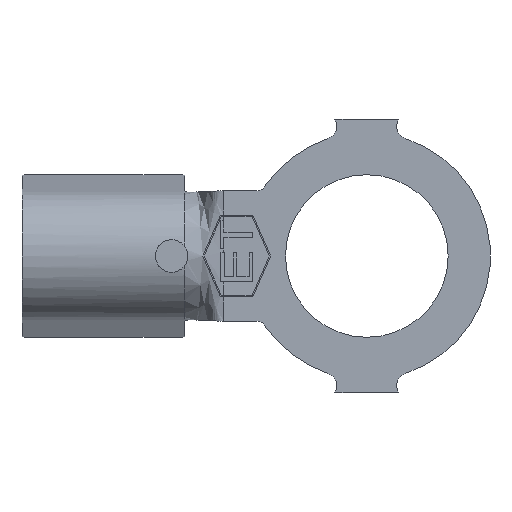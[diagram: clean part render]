
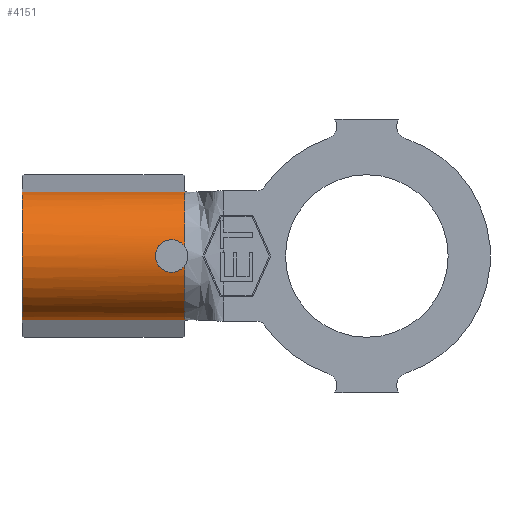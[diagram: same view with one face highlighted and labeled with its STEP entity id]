
A CAD part, front view. The second image highlights one B-rep face of the part: STEP entity #4151.
In plain terms, the highlighted cylindrical face has radius 1.27 mm (diameter 2.54 mm), a partial arc.
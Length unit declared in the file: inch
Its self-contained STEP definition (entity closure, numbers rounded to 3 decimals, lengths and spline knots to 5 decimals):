
#76 = AXIS2_PLACEMENT_3D ( 'NONE', #1800, #4092, #2142 ) ;
#100 = VERTEX_POINT ( 'NONE', #1535 ) ;
#103 = ORIENTED_EDGE ( 'NONE', *, *, #2090, .F. ) ;
#168 = CARTESIAN_POINT ( 'NONE',  ( -0.14, 0.00057, -0.0075 ) ) ;
#184 = CYLINDRICAL_SURFACE ( 'NONE', #2484, 0.05 ) ;
#275 = EDGE_CURVE ( 'NONE', #1957, #4071, #799, .T. ) ;
#491 = VECTOR ( 'NONE', #3882, 39.37008 ) ;
#542 = CIRCLE ( 'NONE', #2696, 0.05 ) ;
#643 = CARTESIAN_POINT ( 'NONE',  ( -0.14, 0.04042, -0.04907 ) ) ;
#752 = EDGE_CURVE ( 'NONE', #3178, #3355, #4150, .T. ) ;
#781 = CARTESIAN_POINT ( 'NONE',  ( -0.15653, 0.0012, 0.01115 ) ) ;
#795 = CARTESIAN_POINT ( 'NONE',  ( -0.15, 0.00159, 0.0125 ) ) ;
#799 = B_SPLINE_CURVE_WITH_KNOTS ( 'NONE', 3,
 ( #3775, #4097, #1504, #795 ),
 .UNSPECIFIED., .F., .F.,
 ( 4, 4 ),
 ( 0., 0.00029 ),
 .UNSPECIFIED. ) ;
#850 = CARTESIAN_POINT ( 'NONE',  ( -0.15, 0.00159, -0.0125 ) ) ;
#912 = ORIENTED_EDGE ( 'NONE', *, *, #275, .F. ) ;
#1000 = DIRECTION ( 'NONE',  ( 1., 0., 0. ) ) ;
#1007 = CARTESIAN_POINT ( 'NONE',  ( -0.265, 0.05, 0. ) ) ;
#1014 = EDGE_CURVE ( 'NONE', #1552, #3355, #3561, .T. ) ;
#1022 = ORIENTED_EDGE ( 'NONE', *, *, #3149, .F. ) ;
#1113 = CARTESIAN_POINT ( 'NONE',  ( -0.1625, 0., 0.00327 ) ) ;
#1141 = CIRCLE ( 'NONE', #76, 0.05 ) ;
#1174 = DIRECTION ( 'NONE',  ( 0., 0., -1. ) ) ;
#1273 = CARTESIAN_POINT ( 'NONE',  ( -0.265, 0.04042, -0.04907 ) ) ;
#1280 = CARTESIAN_POINT ( 'NONE',  ( -0.265, 0.04042, 0.04907 ) ) ;
#1342 = DIRECTION ( 'NONE',  ( 0., 0., -1. ) ) ;
#1391 = EDGE_LOOP ( 'NONE', ( #912, #1022, #2844, #3739, #2736, #2549, #1801, #103 ) ) ;
#1456 = CARTESIAN_POINT ( 'NONE',  ( -0.16115, 0.00037, -0.00653 ) ) ;
#1504 = CARTESIAN_POINT ( 'NONE',  ( -0.14612, 0.00159, 0.0125 ) ) ;
#1510 = CARTESIAN_POINT ( 'NONE',  ( -0.265, 0.05, 0. ) ) ;
#1535 = CARTESIAN_POINT ( 'NONE',  ( -0.265, 0.04042, 0.04907 ) ) ;
#1552 = VERTEX_POINT ( 'NONE', #1273 ) ;
#1602 = CARTESIAN_POINT ( 'NONE',  ( -0.265, 0.04042, -0.04907 ) ) ;
#1662 = LINE ( 'NONE', #1280, #4167 ) ;
#1686 = EDGE_CURVE ( 'NONE', #100, #1552, #542, .T. ) ;
#1778 = CARTESIAN_POINT ( 'NONE',  ( -0.15329, 0.00159, -0.0125 ) ) ;
#1800 = CARTESIAN_POINT ( 'NONE',  ( -0.14, 0.05, 0. ) ) ;
#1801 = ORIENTED_EDGE ( 'NONE', *, *, #4176, .F. ) ;
#1843 = CARTESIAN_POINT ( 'NONE',  ( -0.14233, 0.00104, -0.01061 ) ) ;
#1957 = VERTEX_POINT ( 'NONE', #4139 ) ;
#2090 = EDGE_CURVE ( 'NONE', #4071, #2656, #3879, .T. ) ;
#2093 = CARTESIAN_POINT ( 'NONE',  ( -0.15, 0.00159, 0.0125 ) ) ;
#2116 = CARTESIAN_POINT ( 'NONE',  ( -0.15, 0.00159, 0.0125 ) ) ;
#2142 = DIRECTION ( 'NONE',  ( 0., 0., -1. ) ) ;
#2415 = CARTESIAN_POINT ( 'NONE',  ( -0.15, 0.00159, -0.0125 ) ) ;
#2484 = AXIS2_PLACEMENT_3D ( 'NONE', #1510, #3788, #1174 ) ;
#2549 = ORIENTED_EDGE ( 'NONE', *, *, #752, .F. ) ;
#2656 = VERTEX_POINT ( 'NONE', #2415 ) ;
#2696 = AXIS2_PLACEMENT_3D ( 'NONE', #1007, #3313, #1342 ) ;
#2736 = ORIENTED_EDGE ( 'NONE', *, *, #1014, .T. ) ;
#2844 = ORIENTED_EDGE ( 'NONE', *, *, #3012, .F. ) ;
#2980 = CARTESIAN_POINT ( 'NONE',  ( -0.14, 0.05, 0. ) ) ;
#3012 = EDGE_CURVE ( 'NONE', #100, #3446, #1662, .T. ) ;
#3099 = CARTESIAN_POINT ( 'NONE',  ( -0.16115, 0.00037, 0.00652 ) ) ;
#3149 = EDGE_CURVE ( 'NONE', #3446, #1957, #1141, .T. ) ;
#3178 = VERTEX_POINT ( 'NONE', #168 ) ;
#3249 = DIRECTION ( 'NONE',  ( 1., 0., 0. ) ) ;
#3304 = DIRECTION ( 'NONE',  ( 0., 0., -1. ) ) ;
#3313 = DIRECTION ( 'NONE',  ( 1., 0., 0. ) ) ;
#3355 = VERTEX_POINT ( 'NONE', #643 ) ;
#3411 = CARTESIAN_POINT ( 'NONE',  ( -0.1625, 0., -0.00327 ) ) ;
#3446 = VERTEX_POINT ( 'NONE', #3632 ) ;
#3472 = CARTESIAN_POINT ( 'NONE',  ( -0.14611, 0.00159, -0.0125 ) ) ;
#3561 = LINE ( 'NONE', #1602, #491 ) ;
#3632 = CARTESIAN_POINT ( 'NONE',  ( -0.14, 0.04042, 0.04907 ) ) ;
#3671 = FACE_OUTER_BOUND ( 'NONE', #1391, .T. ) ;
#3724 = CARTESIAN_POINT ( 'NONE',  ( -0.15328, 0.00159, 0.0125 ) ) ;
#3732 = AXIS2_PLACEMENT_3D ( 'NONE', #2980, #1000, #3304 ) ;
#3738 = CARTESIAN_POINT ( 'NONE',  ( -0.15653, 0.0012, -0.01115 ) ) ;
#3739 = ORIENTED_EDGE ( 'NONE', *, *, #1686, .T. ) ;
#3754 = B_SPLINE_CURVE_WITH_KNOTS ( 'NONE', 3,
 ( #850, #3472, #1843, #4138 ),
 .UNSPECIFIED., .F., .F.,
 ( 4, 4 ),
 ( 0.00129, 0.00159 ),
 .UNSPECIFIED. ) ;
#3775 = CARTESIAN_POINT ( 'NONE',  ( -0.14, 0.00057, 0.0075 ) ) ;
#3788 = DIRECTION ( 'NONE',  ( 1., 0., 0. ) ) ;
#3879 = B_SPLINE_CURVE_WITH_KNOTS ( 'NONE', 3,
 ( #2093, #3724, #781, #3099, #1113, #3411, #1456, #3738, #1778, #4075 ),
 .UNSPECIFIED., .F., .F.,
 ( 4, 2, 2, 2, 4 ),
 ( 0.00029, 0.00054, 0.00079, 0.00104, 0.00129 ),
 .UNSPECIFIED. ) ;
#3882 = DIRECTION ( 'NONE',  ( 1., 0., 0. ) ) ;
#4071 = VERTEX_POINT ( 'NONE', #2116 ) ;
#4075 = CARTESIAN_POINT ( 'NONE',  ( -0.15, 0.00159, -0.0125 ) ) ;
#4092 = DIRECTION ( 'NONE',  ( 1., 0., 0. ) ) ;
#4097 = CARTESIAN_POINT ( 'NONE',  ( -0.14234, 0.00104, 0.01061 ) ) ;
#4138 = CARTESIAN_POINT ( 'NONE',  ( -0.14, 0.00057, -0.0075 ) ) ;
#4139 = CARTESIAN_POINT ( 'NONE',  ( -0.14, 0.00057, 0.0075 ) ) ;
#4150 = CIRCLE ( 'NONE', #3732, 0.05 ) ;
#4151 = ADVANCED_FACE ( 'NONE', ( #3671 ), #184, .T. ) ;
#4167 = VECTOR ( 'NONE', #3249, 39.37008 ) ;
#4176 = EDGE_CURVE ( 'NONE', #2656, #3178, #3754, .T. ) ;
